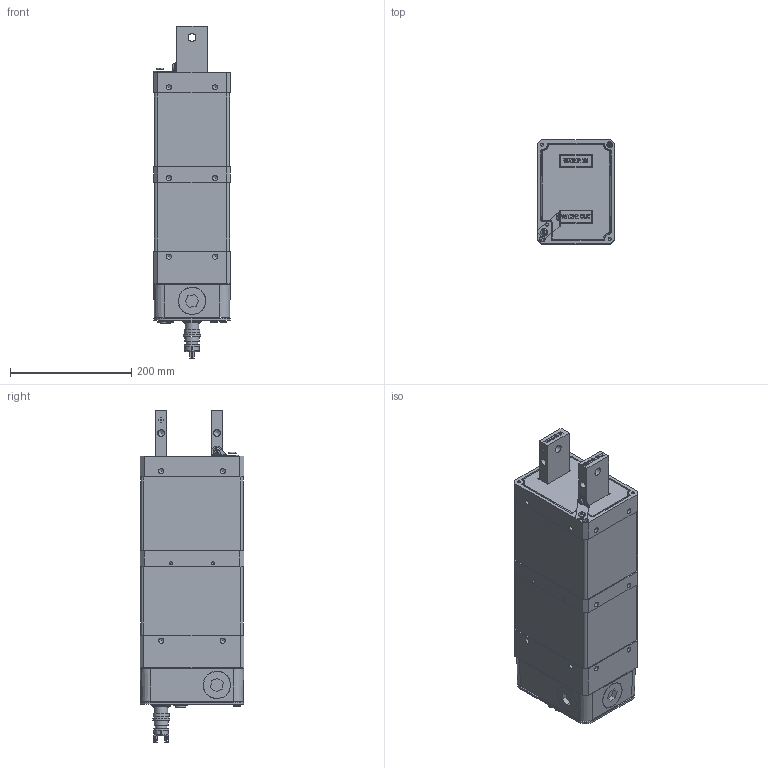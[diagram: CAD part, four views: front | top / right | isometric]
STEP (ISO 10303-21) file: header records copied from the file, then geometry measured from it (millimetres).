
FILE_DESCRIPTION(/* description */ (''),/* implementation_level */ '2;1');
FILE_NAME(/* name */ 'TDC-7103.stp',/* time_stamp */ '2016-10-19T13:34:12-04:00',/* author */ ('jbetit'),/* organization */ (''),/* preprocessor_version */ 'ST-DEVELOPER v16.1',/* originating_system */ 'Autodesk Inventor 2016',/* authorisation */ '');
FILE_SCHEMA (('AUTOMOTIVE_DESIGN { 1 0 10303 214 3 1 1 }'));
Length unit declared in the file: inch
Products named in the file (1): 7103-0_Shrinkwrap_1
Bounding box: 127 x 171.45 x 547.63 mm (x, y, z)
Surface area: 426035.6 mm2 (no closed solid volume)
Topology: 0 solids, 95 shells, 355 faces, 2339 edges, 2037 vertices
Faces by surface type: plane 182, cylinder 88, cone 59, sphere 12, torus 11, bspline 3
Full cylindrical faces by diameter (mm): 2.286 x2, 3.81 x2, 4.978 x4, 8.382 x20, 8.5 x16, 9.525 x2, 13.097 x2, 14.707 x1, 16.51 x1, 17.907 x1, 19.05 x1, 21.971 x1, 22.035 x1, 23.114 x1, 25.349 x1, 25.4 x1, 26.365 x1, 28.575 x1, 40.132 x1
Entity records: 23177 total; most frequent: CARTESIAN_POINT 6339, DIRECTION 3101, ORIENTED_EDGE 2634, EDGE_CURVE 2170, VERTEX_POINT 1984, LINE 1161, VECTOR 1161, AXIS2_PLACEMENT_3D 970
